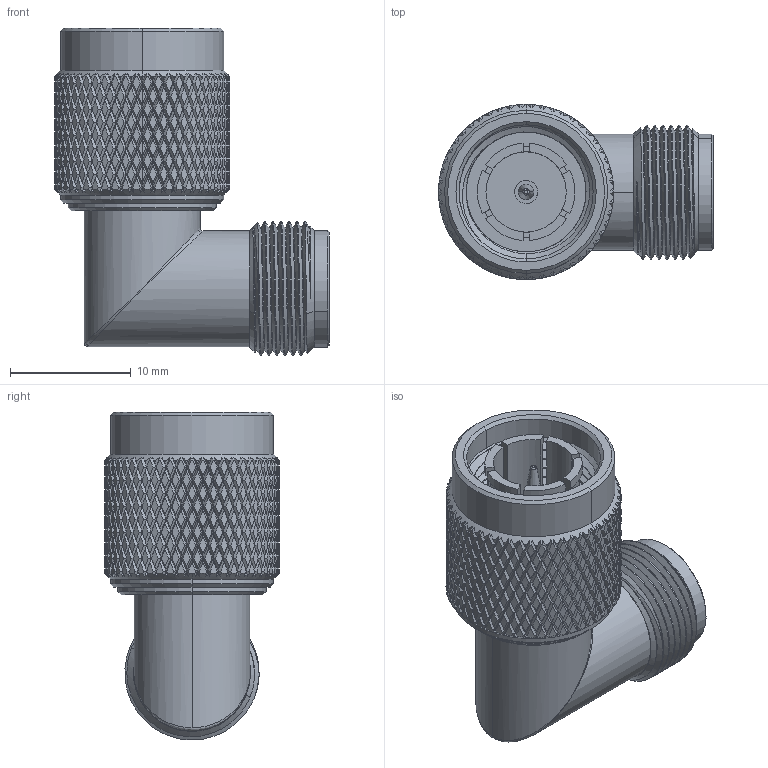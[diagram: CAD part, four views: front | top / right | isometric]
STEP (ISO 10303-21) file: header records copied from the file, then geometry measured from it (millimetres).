
FILE_DESCRIPTION (( 'STEP AP203' ), '1' );
FILE_NAME ('PE9623.step', '2018-09-27T22:31:01', ( '' ), ( '' ), 'SwSTEP 2.0', 'SolidWorks 2017', '' );
FILE_SCHEMA (( 'CONFIG_CONTROL_DESIGN' ));
Length unit declared in the file: inch
Products named in the file (1): PE9623
Bounding box: 22.77 x 14.5 x 27.18 mm (x, y, z)
Volume: 3038.1 mm3; surface area: 3054.1 mm2
Topology: 1 solids, 1 shells, 2685 faces, 5724 edges, 3048 vertices
Faces by surface type: bspline 2010, cylinder 573, plane 62, cone 40
Entity records: 104044 total; most frequent: CARTESIAN_POINT 69037, ORIENTED_EDGE 11440, EDGE_CURVE 5720, VERTEX_POINT 3048, EDGE_LOOP 2696, ADVANCED_FACE 2685, FACE_OUTER_BOUND 2685, B_SPLINE_CURVE_WITH_KNOTS 2284
